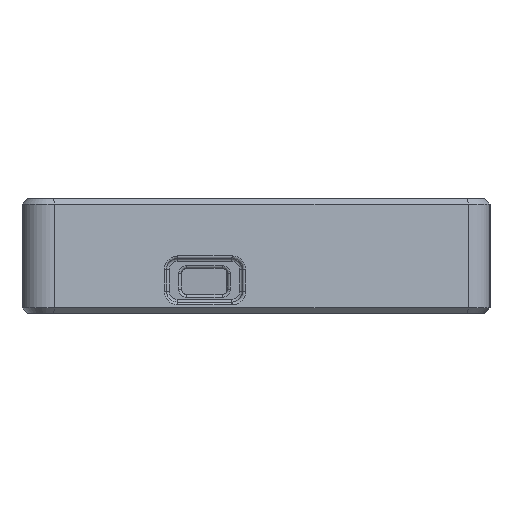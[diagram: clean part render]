
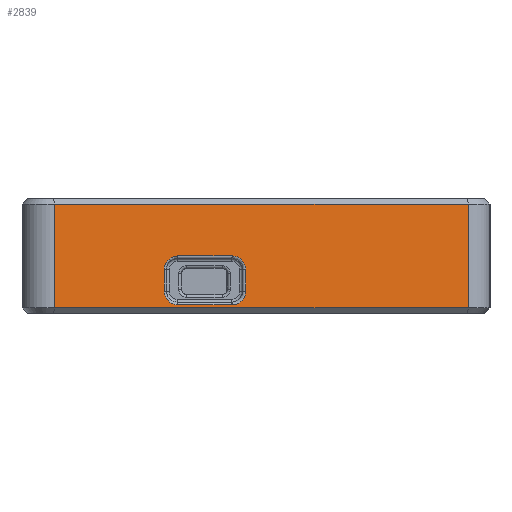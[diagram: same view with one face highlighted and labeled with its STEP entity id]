
A CAD part, left-side view. The second image highlights one B-rep face of the part: STEP entity #2839.
In plain terms, the highlighted planar face has unit normal (-0.98, -0.199, 0).
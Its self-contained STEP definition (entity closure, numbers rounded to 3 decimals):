
#45=ELLIPSE('',#2987,2.551,2.5);
#47=ELLIPSE('',#2992,2.551,2.5);
#48=ELLIPSE('',#2998,2.551,2.5);
#49=ELLIPSE('',#3002,2.551,2.5);
#53=FACE_BOUND('',#969,.T.);
#113=PLANE('',#3123);
#183=LINE('',#4398,#430);
#184=LINE('',#4431,#431);
#186=LINE('',#4464,#433);
#188=LINE('',#4467,#435);
#301=LINE('',#4799,#548);
#305=LINE('',#4808,#552);
#306=LINE('',#4812,#553);
#307=LINE('',#4813,#554);
#430=VECTOR('',#3448,10.);
#431=VECTOR('',#3457,10.);
#433=VECTOR('',#3467,10.);
#435=VECTOR('',#3471,10.);
#548=VECTOR('',#3812,10.);
#552=VECTOR('',#3820,10.);
#553=VECTOR('',#3825,10.);
#554=VECTOR('',#3826,10.);
#799=FACE_OUTER_BOUND('',#968,.T.);
#968=EDGE_LOOP('',(#2363,#2364,#2365,#2366));
#969=EDGE_LOOP('',(#2367,#2368,#2369,#2370,#2371,#2372,#2373,#2374));
#1261=VERTEX_POINT('',#4349);
#1262=VERTEX_POINT('',#4350);
#1265=VERTEX_POINT('',#4390);
#1266=VERTEX_POINT('',#4391);
#1267=VERTEX_POINT('',#4396);
#1268=VERTEX_POINT('',#4424);
#1270=VERTEX_POINT('',#4429);
#1272=VERTEX_POINT('',#4459);
#1371=VERTEX_POINT('',#4771);
#1377=VERTEX_POINT('',#4795);
#1380=VERTEX_POINT('',#4807);
#1381=VERTEX_POINT('',#4811);
#1549=EDGE_CURVE('',#1261,#1262,#45,.T.);
#1555=EDGE_CURVE('',#1265,#1266,#47,.T.);
#1559=EDGE_CURVE('',#1267,#1265,#183,.T.);
#1561=EDGE_CURVE('',#1268,#1267,#48,.T.);
#1563=EDGE_CURVE('',#1270,#1268,#184,.T.);
#1566=EDGE_CURVE('',#1272,#1270,#49,.T.);
#1568=EDGE_CURVE('',#1262,#1272,#186,.T.);
#1570=EDGE_CURVE('',#1266,#1261,#188,.T.);
#1735=EDGE_CURVE('',#1371,#1377,#301,.T.);
#1739=EDGE_CURVE('',#1377,#1380,#305,.T.);
#1741=EDGE_CURVE('',#1380,#1381,#306,.T.);
#1742=EDGE_CURVE('',#1381,#1371,#307,.T.);
#2363=ORIENTED_EDGE('',*,*,#1741,.F.);
#2364=ORIENTED_EDGE('',*,*,#1739,.F.);
#2365=ORIENTED_EDGE('',*,*,#1735,.F.);
#2366=ORIENTED_EDGE('',*,*,#1742,.F.);
#2367=ORIENTED_EDGE('',*,*,#1549,.F.);
#2368=ORIENTED_EDGE('',*,*,#1570,.F.);
#2369=ORIENTED_EDGE('',*,*,#1555,.F.);
#2370=ORIENTED_EDGE('',*,*,#1559,.F.);
#2371=ORIENTED_EDGE('',*,*,#1561,.F.);
#2372=ORIENTED_EDGE('',*,*,#1563,.F.);
#2373=ORIENTED_EDGE('',*,*,#1566,.F.);
#2374=ORIENTED_EDGE('',*,*,#1568,.F.);
#2839=ADVANCED_FACE('',(#799,#53),#113,.F.);
#2987=AXIS2_PLACEMENT_3D('',#4351,#3426,#3427);
#2992=AXIS2_PLACEMENT_3D('',#4392,#3438,#3439);
#2998=AXIS2_PLACEMENT_3D('',#4426,#3451,#3452);
#3002=AXIS2_PLACEMENT_3D('',#4461,#3461,#3462);
#3123=AXIS2_PLACEMENT_3D('',#4810,#3823,#3824);
#3426=DIRECTION('center_axis',(-0.98,-0.199,0.));
#3427=DIRECTION('ref_axis',(0.199,-0.98,0.));
#3438=DIRECTION('center_axis',(-0.98,-0.199,0.));
#3439=DIRECTION('ref_axis',(0.199,-0.98,0.));
#3448=DIRECTION('',(0.199,-0.98,0.));
#3451=DIRECTION('center_axis',(-0.98,-0.199,0.));
#3452=DIRECTION('ref_axis',(-0.199,0.98,0.));
#3457=DIRECTION('',(0.,0.,-1.));
#3461=DIRECTION('center_axis',(-0.98,-0.199,0.));
#3462=DIRECTION('ref_axis',(-0.199,0.98,0.));
#3467=DIRECTION('',(-0.199,0.98,0.));
#3471=DIRECTION('',(0.,0.,1.));
#3812=DIRECTION('',(0.199,-0.98,0.));
#3820=DIRECTION('',(0.,0.,-1.));
#3823=DIRECTION('center_axis',(0.98,0.199,0.));
#3824=DIRECTION('ref_axis',(0.199,-0.98,0.));
#3825=DIRECTION('',(-0.199,0.98,0.));
#3826=DIRECTION('',(0.,0.,1.));
#4349=CARTESIAN_POINT('',(-0.624,-36.198,8.08));
#4350=CARTESIAN_POINT('',(-1.132,-33.698,10.58));
#4351=CARTESIAN_POINT('Origin',(-1.132,-33.698,8.08));
#4390=CARTESIAN_POINT('',(-1.132,-33.698,1.58));
#4391=CARTESIAN_POINT('',(-0.624,-36.198,4.08));
#4392=CARTESIAN_POINT('Origin',(-1.132,-33.698,4.08));
#4396=CARTESIAN_POINT('',(-3.165,-23.698,1.58));
#4398=CARTESIAN_POINT('',(-5.034,-14.506,1.58));
#4424=CARTESIAN_POINT('',(-3.674,-21.198,4.08));
#4426=CARTESIAN_POINT('Origin',(-3.165,-23.698,4.08));
#4429=CARTESIAN_POINT('',(-3.674,-21.198,8.08));
#4431=CARTESIAN_POINT('',(-3.674,-21.198,11.04));
#4459=CARTESIAN_POINT('',(-3.165,-23.698,10.58));
#4461=CARTESIAN_POINT('Origin',(-3.165,-23.698,8.08));
#4464=CARTESIAN_POINT('',(-6.401,-7.783,10.58));
#4467=CARTESIAN_POINT('',(-0.624,-36.198,15.04));
#4771=CARTESIAN_POINT('',(-7.781,-0.996,20.147));
#4795=CARTESIAN_POINT('',(7.711,-77.196,20.147));
#4799=CARTESIAN_POINT('',(-1.826,-30.288,20.147));
#4807=CARTESIAN_POINT('',(7.711,-77.196,1.));
#4808=CARTESIAN_POINT('',(7.711,-77.196,10.));
#4810=CARTESIAN_POINT('Origin',(-9.,5.,20.));
#4811=CARTESIAN_POINT('',(-7.781,-0.996,1.));
#4812=CARTESIAN_POINT('',(-1.826,-30.288,1.));
#4813=CARTESIAN_POINT('',(-7.781,-0.996,10.));
